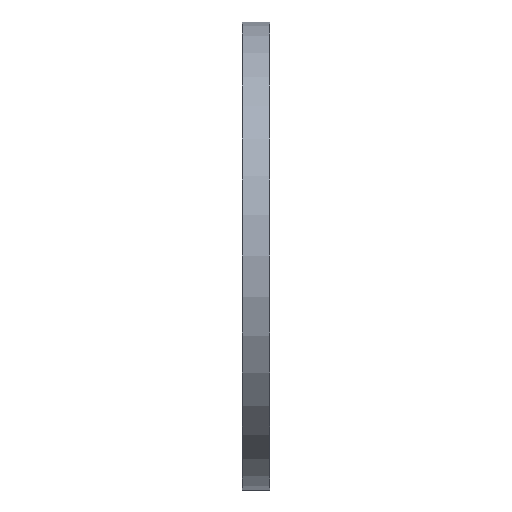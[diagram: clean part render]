
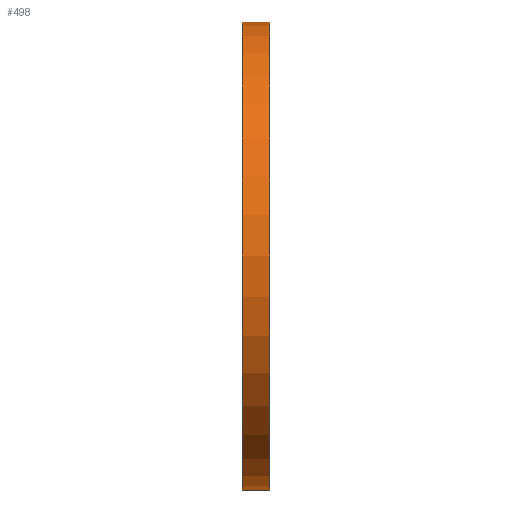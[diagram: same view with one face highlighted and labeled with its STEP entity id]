
A CAD part, left-side view. The second image highlights one B-rep face of the part: STEP entity #498.
In plain terms, the highlighted cylindrical face has radius 222.5 mm (diameter 445 mm), a partial arc.
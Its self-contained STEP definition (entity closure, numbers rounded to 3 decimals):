
#13 = EDGE_CURVE ( 'NONE', #823, #1016, #855, .T. ) ;
#45 = CYLINDRICAL_SURFACE ( 'NONE', #1092, 222.5 ) ;
#53 = ORIENTED_EDGE ( 'NONE', *, *, #1121, .F. ) ;
#119 = CARTESIAN_POINT ( 'NONE',  ( 0., 0., 222.5 ) ) ;
#139 = DIRECTION ( 'NONE',  ( 0., 1., 0. ) ) ;
#143 = ORIENTED_EDGE ( 'NONE', *, *, #526, .T. ) ;
#168 = CARTESIAN_POINT ( 'NONE',  ( 0., 26., 0. ) ) ;
#222 = DIRECTION ( 'NONE',  ( 0., 1., 0. ) ) ;
#282 = CARTESIAN_POINT ( 'NONE',  ( 0., 34.695, 222.5 ) ) ;
#285 = FACE_OUTER_BOUND ( 'NONE', #749, .T. ) ;
#296 = LINE ( 'NONE', #282, #496 ) ;
#307 = CARTESIAN_POINT ( 'NONE',  ( 0., 34.695, -222.5 ) ) ;
#496 = VECTOR ( 'NONE', #222, 1000. ) ;
#498 = ADVANCED_FACE ( 'NONE', ( #285 ), #45, .T. ) ;
#521 = CARTESIAN_POINT ( 'NONE',  ( 0., 0., -222.5 ) ) ;
#526 = EDGE_CURVE ( 'NONE', #1016, #534, #296, .T. ) ;
#534 = VERTEX_POINT ( 'NONE', #826 ) ;
#595 = DIRECTION ( 'NONE',  ( 0., 1., 0. ) ) ;
#617 = VECTOR ( 'NONE', #139, 1000. ) ;
#663 = DIRECTION ( 'NONE',  ( 0., 1., 0. ) ) ;
#689 = ORIENTED_EDGE ( 'NONE', *, *, #13, .T. ) ;
#716 = EDGE_CURVE ( 'NONE', #927, #534, #924, .T. ) ;
#733 = DIRECTION ( 'NONE',  ( 0., 1., 0. ) ) ;
#738 = CARTESIAN_POINT ( 'NONE',  ( 0., 34.695, 0. ) ) ;
#749 = EDGE_LOOP ( 'NONE', ( #53, #689, #143, #846 ) ) ;
#763 = AXIS2_PLACEMENT_3D ( 'NONE', #1120, #595, #852 ) ;
#823 = VERTEX_POINT ( 'NONE', #521 ) ;
#826 = CARTESIAN_POINT ( 'NONE',  ( 0., 26., 222.5 ) ) ;
#846 = ORIENTED_EDGE ( 'NONE', *, *, #716, .F. ) ;
#852 = DIRECTION ( 'NONE',  ( 0., 0., 1. ) ) ;
#855 = CIRCLE ( 'NONE', #763, 222.5 ) ;
#858 = AXIS2_PLACEMENT_3D ( 'NONE', #168, #663, #875 ) ;
#875 = DIRECTION ( 'NONE',  ( 0., 0., 1. ) ) ;
#910 = LINE ( 'NONE', #307, #617 ) ;
#924 = CIRCLE ( 'NONE', #858, 222.5 ) ;
#927 = VERTEX_POINT ( 'NONE', #1014 ) ;
#1014 = CARTESIAN_POINT ( 'NONE',  ( 0., 26., -222.5 ) ) ;
#1016 = VERTEX_POINT ( 'NONE', #119 ) ;
#1092 = AXIS2_PLACEMENT_3D ( 'NONE', #738, #733, #1094 ) ;
#1094 = DIRECTION ( 'NONE',  ( 0., 0., 1. ) ) ;
#1120 = CARTESIAN_POINT ( 'NONE',  ( 0., 0., 0. ) ) ;
#1121 = EDGE_CURVE ( 'NONE', #823, #927, #910, .T. ) ;
